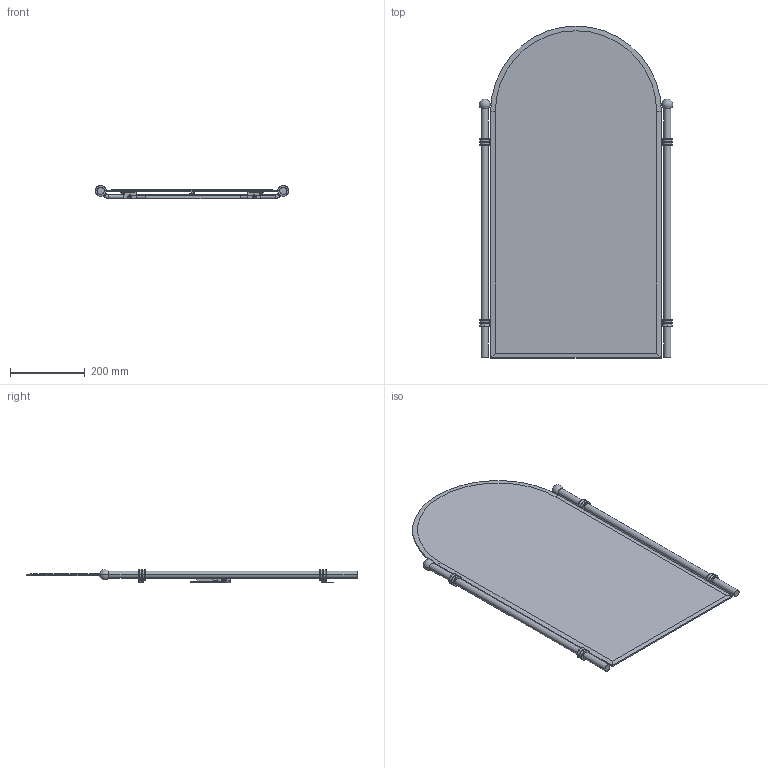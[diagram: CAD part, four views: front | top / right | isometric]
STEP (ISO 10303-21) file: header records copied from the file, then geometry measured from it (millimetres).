
FILE_DESCRIPTION((''),'2;1');
FILE_NAME('1141','2021-06-21T17:12:05',('jinson.thomas'),(''),'CREO PARAMETRIC BY PTC INC, 2018400','CREO PARAMETRIC BY PTC INC, 2018400','');
FILE_SCHEMA(('CONFIG_CONTROL_DESIGN'));
Length unit declared in the file: inch
Products named in the file (1): 1141
Bounding box: 517.84 x 889 x 35.6 mm (x, y, z)
Volume: 2469837.6 mm3; surface area: 972045.3 mm2
Topology: 2 solids, 2 shells, 589 faces, 1592 edges, 1021 vertices
Faces by surface type: cylinder 241, plane 214, torus 54, cone 31, bspline 31, sphere 18
Entity records: 30533 total; most frequent: CARTESIAN_POINT 16289, ORIENTED_EDGE 3176, DIRECTION 2700, EDGE_CURVE 1588, AXIS2_PLACEMENT_3D 1023, VERTEX_POINT 1021, VECTOR 654, LINE 654
